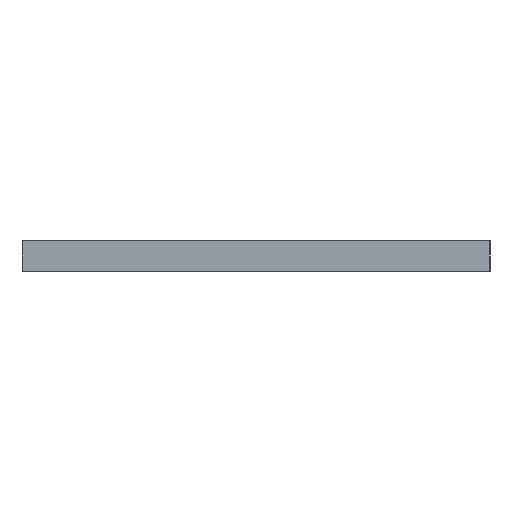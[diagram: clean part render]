
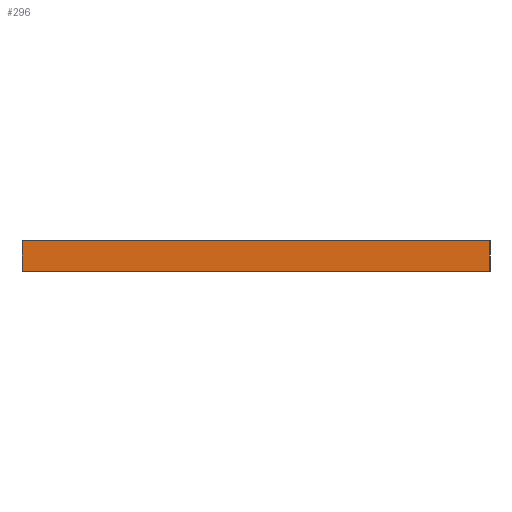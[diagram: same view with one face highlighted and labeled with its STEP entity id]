
A CAD part, front view. The second image highlights one B-rep face of the part: STEP entity #296.
In plain terms, the highlighted planar face has unit normal (0, -1, 0).
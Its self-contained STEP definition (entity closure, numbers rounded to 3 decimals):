
#296=ADVANCED_FACE('',(#4020),#4022,.T.);
#4020=FACE_BOUND('',#4021,.T.);
#4021=EDGE_LOOP('',(#7245,#7246,#7247,#7248));
#4022=PLANE('',#4023);
#4023=AXIS2_PLACEMENT_3D('',#4024,#4025,#4026);
#4024=CARTESIAN_POINT('',(-233.5,-242.,0.));
#4025=DIRECTION('',(0.,-1.,0.));
#4026=DIRECTION('',(1.,0.,0.));
#7245=ORIENTED_EDGE('',*,*,#9443,.T.);
#7246=ORIENTED_EDGE('',*,*,#9216,.T.);
#7247=ORIENTED_EDGE('',*,*,#9243,.F.);
#7248=ORIENTED_EDGE('',*,*,#9202,.F.);
#9202=EDGE_CURVE('',#10428,#10430,#10431,.T.);
#9216=EDGE_CURVE('',#10458,#10456,#10459,.T.);
#9243=EDGE_CURVE('',#10430,#10456,#10507,.T.);
#9443=EDGE_CURVE('',#10428,#10458,#10879,.T.);
#10428=VERTEX_POINT('',#12470);
#10430=VERTEX_POINT('',#12474);
#10431=LINE('',#12475,#12476);
#10456=VERTEX_POINT('',#12526);
#10458=VERTEX_POINT('',#12530);
#10459=LINE('',#12531,#12532);
#10507=LINE('',#12640,#12641);
#10879=LINE('',#13468,#13469);
#12470=CARTESIAN_POINT('',(-233.5,-242.,0.));
#12474=CARTESIAN_POINT('',(-233.5,-242.,15.));
#12475=CARTESIAN_POINT('',(-233.5,-242.,0.));
#12476=VECTOR('',#12477,1.);
#12477=DIRECTION('',(0.,0.,1.));
#12526=CARTESIAN_POINT('',(0.,-242.,15.));
#12530=CARTESIAN_POINT('',(0.,-242.,0.));
#12531=CARTESIAN_POINT('',(0.,-242.,0.));
#12532=VECTOR('',#12533,1.);
#12533=DIRECTION('',(0.,0.,1.));
#12640=CARTESIAN_POINT('',(-233.5,-242.,15.));
#12641=VECTOR('',#12642,1.);
#12642=DIRECTION('',(1.,0.,0.));
#13468=CARTESIAN_POINT('',(-233.5,-242.,0.));
#13469=VECTOR('',#13470,1.);
#13470=DIRECTION('',(1.,0.,0.));
